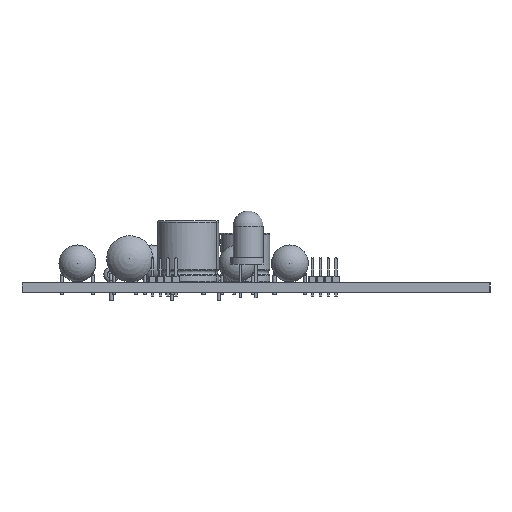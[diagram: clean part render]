
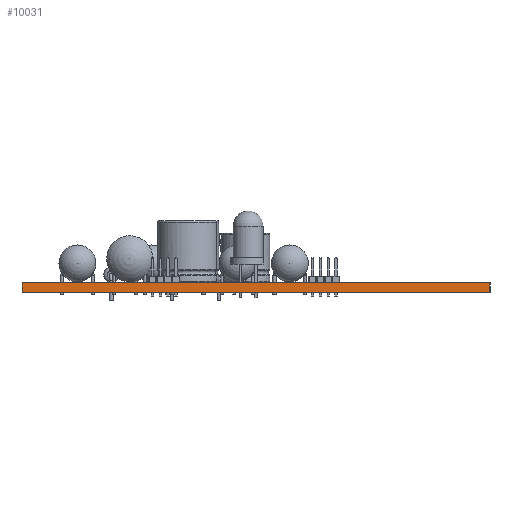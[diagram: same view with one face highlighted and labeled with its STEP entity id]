
A CAD part, left-side view. The second image highlights one B-rep face of the part: STEP entity #10031.
In plain terms, the highlighted planar face has unit normal (-1, 0, 0).
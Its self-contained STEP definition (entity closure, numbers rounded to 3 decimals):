
#9975 = VERTEX_POINT('',#9976);
#9976 = CARTESIAN_POINT('',(75.,-105.5,1.6));
#9982 = EDGE_CURVE('',#9983,#9975,#9985,.T.);
#9983 = VERTEX_POINT('',#9984);
#9984 = CARTESIAN_POINT('',(75.,-105.5,0.));
#9985 = LINE('',#9986,#9987);
#9986 = CARTESIAN_POINT('',(75.,-105.5,0.));
#9987 = VECTOR('',#9988,1.);
#9988 = DIRECTION('',(0.,0.,1.));
#10031 = ADVANCED_FACE('',(#10032),#10057,.T.);
#10032 = FACE_BOUND('',#10033,.T.);
#10033 = EDGE_LOOP('',(#10034,#10035,#10043,#10051));
#10034 = ORIENTED_EDGE('',*,*,#9982,.T.);
#10035 = ORIENTED_EDGE('',*,*,#10036,.T.);
#10036 = EDGE_CURVE('',#9975,#10037,#10039,.T.);
#10037 = VERTEX_POINT('',#10038);
#10038 = CARTESIAN_POINT('',(75.,-29.5,1.6));
#10039 = LINE('',#10040,#10041);
#10040 = CARTESIAN_POINT('',(75.,-105.5,1.6));
#10041 = VECTOR('',#10042,1.);
#10042 = DIRECTION('',(0.,1.,0.));
#10043 = ORIENTED_EDGE('',*,*,#10044,.F.);
#10044 = EDGE_CURVE('',#10045,#10037,#10047,.T.);
#10045 = VERTEX_POINT('',#10046);
#10046 = CARTESIAN_POINT('',(75.,-29.5,0.));
#10047 = LINE('',#10048,#10049);
#10048 = CARTESIAN_POINT('',(75.,-29.5,0.));
#10049 = VECTOR('',#10050,1.);
#10050 = DIRECTION('',(0.,0.,1.));
#10051 = ORIENTED_EDGE('',*,*,#10052,.F.);
#10052 = EDGE_CURVE('',#9983,#10045,#10053,.T.);
#10053 = LINE('',#10054,#10055);
#10054 = CARTESIAN_POINT('',(75.,-105.5,0.));
#10055 = VECTOR('',#10056,1.);
#10056 = DIRECTION('',(0.,1.,0.));
#10057 = PLANE('',#10058);
#10058 = AXIS2_PLACEMENT_3D('',#10059,#10060,#10061);
#10059 = CARTESIAN_POINT('',(75.,-105.5,0.));
#10060 = DIRECTION('',(-1.,0.,0.));
#10061 = DIRECTION('',(0.,1.,0.));
